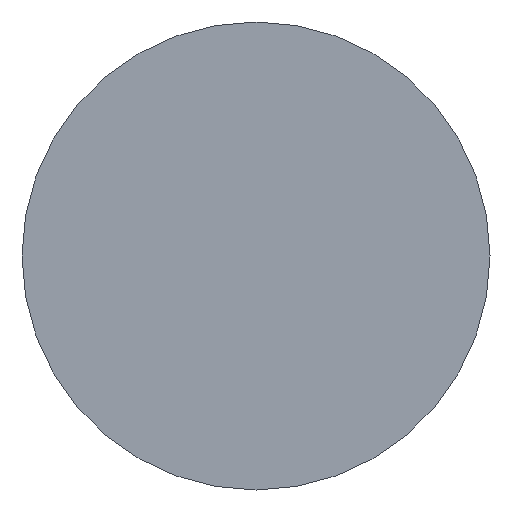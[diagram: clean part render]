
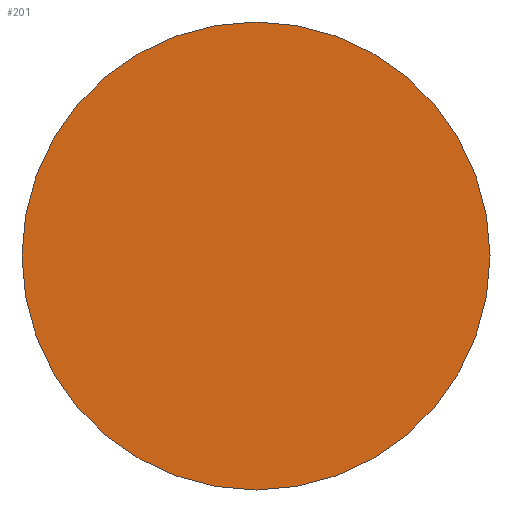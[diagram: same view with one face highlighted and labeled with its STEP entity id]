
A CAD part, left-side view. The second image highlights one B-rep face of the part: STEP entity #201.
In plain terms, the highlighted planar face has unit normal (-1, 0, 0).
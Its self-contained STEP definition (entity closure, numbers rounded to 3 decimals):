
#13 = VERTEX_POINT ( 'NONE', #93 ) ;
#15 = EDGE_CURVE ( 'NONE', #38, #13, #20, .T. ) ;
#17 = ORIENTED_EDGE ( 'NONE', *, *, #48, .F. ) ;
#20 = CIRCLE ( 'NONE', #63, 0.45 ) ;
#29 = DIRECTION ( 'NONE',  ( -1., 0., 0. ) ) ;
#38 = VERTEX_POINT ( 'NONE', #55 ) ;
#46 = FACE_OUTER_BOUND ( 'NONE', #211, .T. ) ;
#48 = EDGE_CURVE ( 'NONE', #13, #38, #180, .T. ) ;
#54 = AXIS2_PLACEMENT_3D ( 'NONE', #82, #29, #100 ) ;
#55 = CARTESIAN_POINT ( 'NONE',  ( -2., -0.45, 0. ) ) ;
#63 = AXIS2_PLACEMENT_3D ( 'NONE', #157, #160, #178 ) ;
#82 = CARTESIAN_POINT ( 'NONE',  ( -2., 0., 0. ) ) ;
#93 = CARTESIAN_POINT ( 'NONE',  ( -2., 0.45, 0. ) ) ;
#100 = DIRECTION ( 'NONE',  ( 0., -1., 0. ) ) ;
#107 = ORIENTED_EDGE ( 'NONE', *, *, #15, .F. ) ;
#146 = DIRECTION ( 'NONE',  ( 0., 1., 0. ) ) ;
#157 = CARTESIAN_POINT ( 'NONE',  ( -2., 0., 0. ) ) ;
#160 = DIRECTION ( 'NONE',  ( 1., 0., 0. ) ) ;
#175 = AXIS2_PLACEMENT_3D ( 'NONE', #186, #226, #146 ) ;
#178 = DIRECTION ( 'NONE',  ( 0., 1., 0. ) ) ;
#180 = CIRCLE ( 'NONE', #175, 0.45 ) ;
#186 = CARTESIAN_POINT ( 'NONE',  ( -2., 0., 0. ) ) ;
#189 = PLANE ( 'NONE',  #54 ) ;
#201 = ADVANCED_FACE ( 'NONE', ( #46 ), #189, .T. ) ;
#211 = EDGE_LOOP ( 'NONE', ( #17, #107 ) ) ;
#226 = DIRECTION ( 'NONE',  ( 1., 0., 0. ) ) ;
